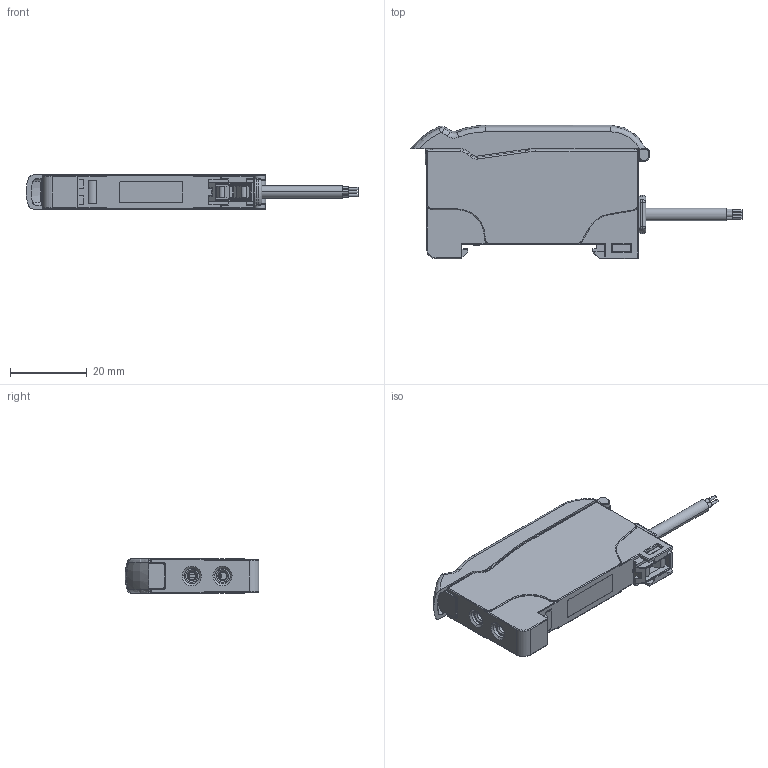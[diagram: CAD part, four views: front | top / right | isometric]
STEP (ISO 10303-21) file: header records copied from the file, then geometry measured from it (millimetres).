
FILE_DESCRIPTION((''),'2;1');
FILE_NAME('SU18-TEACH-1_ASM','2010-07-01T',('XHMao'),(''),'PRO/ENGINEER BY PARAMETRIC TECHNOLOGY CORPORATION, 2006140','PRO/ENGINEER BY PARAMETRIC TECHNOLOGY CORPORATION, 2006140','');
FILE_SCHEMA(('CONFIG_CONTROL_DESIGN'));
Length unit declared in the file: millimetre
Products named in the file (14): SG01801-SU18-OK-HG8; SG01802-SU18-OK-CH8; SG01803-SU18-OK-CH7; SG01807-SU18-OK-FR8; SG01820-SU18-O-SA8-02_ASM; SG01806-SU18-OK-LV7; SG01804-SU18-OK-CL7; SG01808-SU18-OK-LK7; 542719E; PSSM-130; PSSM-120; SG03919-SU18-OK-CB7; SG01871-SU18-OK-BT7; SU18-TEACH-1_ASM
Assembly tree (14 placements, depth 3):
  SU18-TEACH-1_ASM
    SG01801-SU18-OK-HG8
    SG01802-SU18-OK-CH8
    SG01803-SU18-OK-CH7
    SG01820-SU18-O-SA8-02_ASM
      SG01807-SU18-OK-FR8
    SG01806-SU18-OK-LV7
    SG01804-SU18-OK-CL7
    SG01808-SU18-OK-LK7
    542719E
    PSSM-130  x2
    PSSM-120
    SG03919-SU18-OK-CB7
    SG01871-SU18-OK-BT7
Bounding box: 86.31 x 34.75 x 9 mm (x, y, z)
Volume: 7231.1 mm3; surface area: 16749.6 mm2
Topology: 20 solids, 20 shells, 1989 faces, 5344 edges, 3403 vertices
Faces by surface type: plane 1253, cylinder 460, bspline 83, cone 79, torus 69, sphere 33, extrusion 12
Entity records: 65952 total; most frequent: CARTESIAN_POINT 19371, ORIENTED_EDGE 10184, DIRECTION 8829, EDGE_CURVE 5092, VECTOR 3557, LINE 3545, VERTEX_POINT 3239, AXIS2_PLACEMENT_3D 2636
